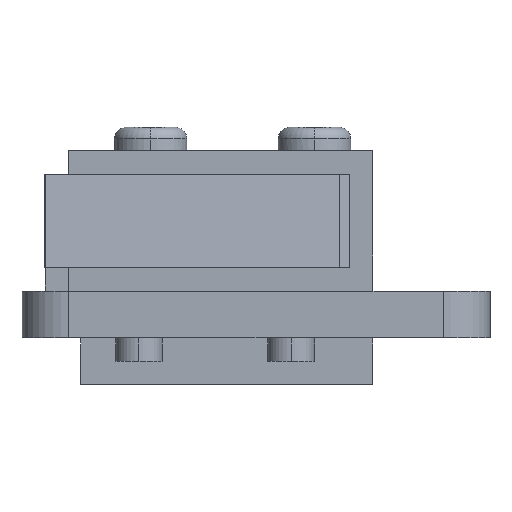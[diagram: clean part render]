
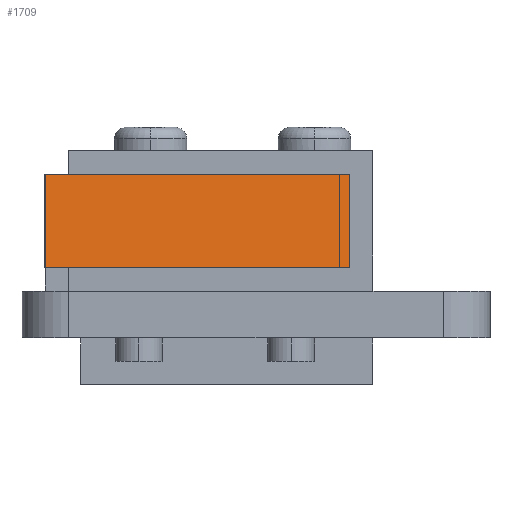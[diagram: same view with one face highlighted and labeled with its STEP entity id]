
A CAD part, left-side view. The second image highlights one B-rep face of the part: STEP entity #1709.
In plain terms, the highlighted planar face has unit normal (-0.974, -0.225, 0).
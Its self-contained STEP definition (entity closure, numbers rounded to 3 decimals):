
#44 = CARTESIAN_POINT ( 'NONE',  ( -14., 9., 3. ) ) ;
#70 = PLANE ( 'NONE',  #1003 ) ;
#79 = CARTESIAN_POINT ( 'NONE',  ( -14., 9., 7. ) ) ;
#404 = ORIENTED_EDGE ( 'NONE', *, *, #1567, .T. ) ;
#445 = VERTEX_POINT ( 'NONE', #44 ) ;
#505 = DIRECTION ( 'NONE',  ( 0., 0., -1. ) ) ;
#523 = VECTOR ( 'NONE', #505, 1000. ) ;
#581 = DIRECTION ( 'NONE',  ( 0.225, -0.974, 0. ) ) ;
#598 = LINE ( 'NONE', #1263, #1495 ) ;
#690 = CARTESIAN_POINT ( 'NONE',  ( -11., -4., 7. ) ) ;
#714 = VECTOR ( 'NONE', #1910, 1000. ) ;
#771 = CARTESIAN_POINT ( 'NONE',  ( -11., -4., 7. ) ) ;
#907 = ORIENTED_EDGE ( 'NONE', *, *, #1086, .F. ) ;
#915 = CARTESIAN_POINT ( 'NONE',  ( -14., 9., 7. ) ) ;
#980 = LINE ( 'NONE', #690, #523 ) ;
#997 = EDGE_LOOP ( 'NONE', ( #1012, #907, #404, #1663 ) ) ;
#1003 = AXIS2_PLACEMENT_3D ( 'NONE', #771, #1636, #581 ) ;
#1012 = ORIENTED_EDGE ( 'NONE', *, *, #1550, .F. ) ;
#1086 = EDGE_CURVE ( 'NONE', #2025, #2129, #980, .T. ) ;
#1188 = LINE ( 'NONE', #915, #714 ) ;
#1263 = CARTESIAN_POINT ( 'NONE',  ( -11., -4., 7. ) ) ;
#1495 = VECTOR ( 'NONE', #2075, 1000. ) ;
#1531 = EDGE_CURVE ( 'NONE', #1932, #445, #1188, .T. ) ;
#1545 = VECTOR ( 'NONE', #2067, 1000. ) ;
#1550 = EDGE_CURVE ( 'NONE', #2129, #445, #1598, .T. ) ;
#1567 = EDGE_CURVE ( 'NONE', #2025, #1932, #598, .T. ) ;
#1598 = LINE ( 'NONE', #1605, #1545 ) ;
#1605 = CARTESIAN_POINT ( 'NONE',  ( -11., -4., 3. ) ) ;
#1636 = DIRECTION ( 'NONE',  ( -0.974, -0.225, 0. ) ) ;
#1663 = ORIENTED_EDGE ( 'NONE', *, *, #1531, .T. ) ;
#1709 = ADVANCED_FACE ( 'NONE', ( #2079 ), #70, .T. ) ;
#1826 = CARTESIAN_POINT ( 'NONE',  ( -11., -4., 3. ) ) ;
#1910 = DIRECTION ( 'NONE',  ( 0., 0., -1. ) ) ;
#1932 = VERTEX_POINT ( 'NONE', #79 ) ;
#1973 = CARTESIAN_POINT ( 'NONE',  ( -11., -4., 7. ) ) ;
#2025 = VERTEX_POINT ( 'NONE', #1973 ) ;
#2067 = DIRECTION ( 'NONE',  ( -0.225, 0.974, 0. ) ) ;
#2075 = DIRECTION ( 'NONE',  ( -0.225, 0.974, 0. ) ) ;
#2079 = FACE_OUTER_BOUND ( 'NONE', #997, .T. ) ;
#2129 = VERTEX_POINT ( 'NONE', #1826 ) ;
